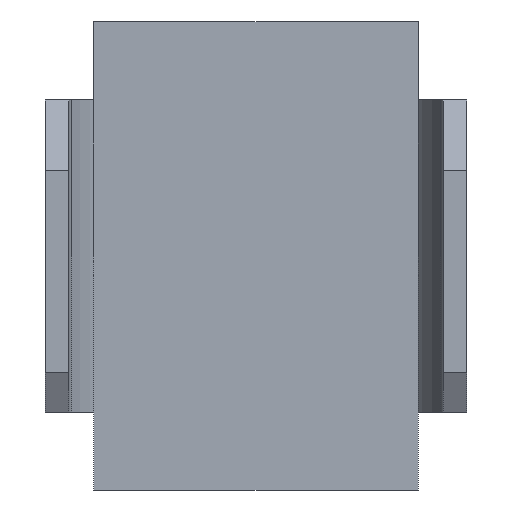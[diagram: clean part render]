
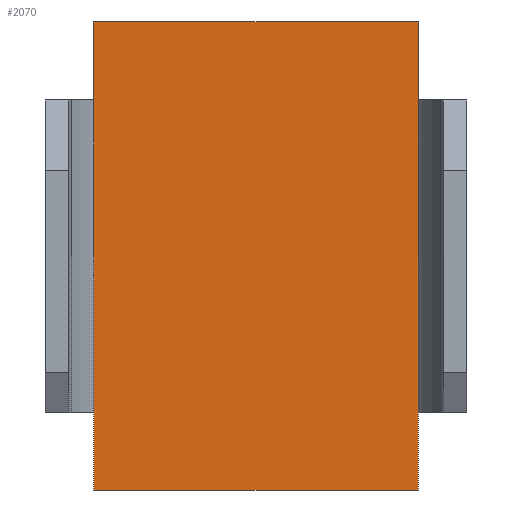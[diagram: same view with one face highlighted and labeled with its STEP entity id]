
A CAD part, front view. The second image highlights one B-rep face of the part: STEP entity #2070.
In plain terms, the highlighted planar face has unit normal (0, -1, 0).
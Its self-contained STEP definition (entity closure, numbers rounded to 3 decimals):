
#64 = CARTESIAN_POINT ( 'NONE',  ( 10.4, 0., -15. ) ) ;
#163 = EDGE_CURVE ( 'NONE', #770, #2100, #1784, .T. ) ;
#174 = VECTOR ( 'NONE', #1565, 1000. ) ;
#291 = CARTESIAN_POINT ( 'NONE',  ( -10.4, 0., 15. ) ) ;
#337 = LINE ( 'NONE', #1567, #1827 ) ;
#358 = CARTESIAN_POINT ( 'NONE',  ( -10.4, 0., 15. ) ) ;
#380 = ORIENTED_EDGE ( 'NONE', *, *, #1162, .F. ) ;
#387 = CARTESIAN_POINT ( 'NONE',  ( 10.4, 0., 15. ) ) ;
#438 = CARTESIAN_POINT ( 'NONE',  ( 0., 0., 0. ) ) ;
#499 = EDGE_CURVE ( 'NONE', #2100, #2309, #2069, .T. ) ;
#518 = VECTOR ( 'NONE', #2046, 1000. ) ;
#529 = AXIS2_PLACEMENT_3D ( 'NONE', #438, #1104, #893 ) ;
#537 = EDGE_CURVE ( 'NONE', #2309, #545, #970, .T. ) ;
#545 = VERTEX_POINT ( 'NONE', #64 ) ;
#685 = CARTESIAN_POINT ( 'NONE',  ( -10.4, 0., -15. ) ) ;
#696 = ORIENTED_EDGE ( 'NONE', *, *, #499, .F. ) ;
#763 = ORIENTED_EDGE ( 'NONE', *, *, #163, .F. ) ;
#770 = VERTEX_POINT ( 'NONE', #685 ) ;
#785 = DIRECTION ( 'NONE',  ( -1., 0., 0. ) ) ;
#857 = ORIENTED_EDGE ( 'NONE', *, *, #537, .F. ) ;
#893 = DIRECTION ( 'NONE',  ( 0., 0., -1. ) ) ;
#903 = VECTOR ( 'NONE', #2408, 1000. ) ;
#970 = LINE ( 'NONE', #1235, #903 ) ;
#1104 = DIRECTION ( 'NONE',  ( 0., -1., 0. ) ) ;
#1162 = EDGE_CURVE ( 'NONE', #545, #770, #337, .T. ) ;
#1235 = CARTESIAN_POINT ( 'NONE',  ( 10.4, 0., 15. ) ) ;
#1565 = DIRECTION ( 'NONE',  ( 0., 0., 1. ) ) ;
#1567 = CARTESIAN_POINT ( 'NONE',  ( -10.4, 0., -15. ) ) ;
#1711 = PLANE ( 'NONE',  #529 ) ;
#1784 = LINE ( 'NONE', #2144, #174 ) ;
#1827 = VECTOR ( 'NONE', #785, 1000. ) ;
#2046 = DIRECTION ( 'NONE',  ( 1., 0., 0. ) ) ;
#2069 = LINE ( 'NONE', #291, #518 ) ;
#2070 = ADVANCED_FACE ( 'NONE', ( #2497 ), #1711, .T. ) ;
#2100 = VERTEX_POINT ( 'NONE', #358 ) ;
#2144 = CARTESIAN_POINT ( 'NONE',  ( -10.4, 0., 15. ) ) ;
#2309 = VERTEX_POINT ( 'NONE', #387 ) ;
#2408 = DIRECTION ( 'NONE',  ( 0., 0., -1. ) ) ;
#2497 = FACE_OUTER_BOUND ( 'NONE', #2542, .T. ) ;
#2542 = EDGE_LOOP ( 'NONE', ( #857, #696, #763, #380 ) ) ;
